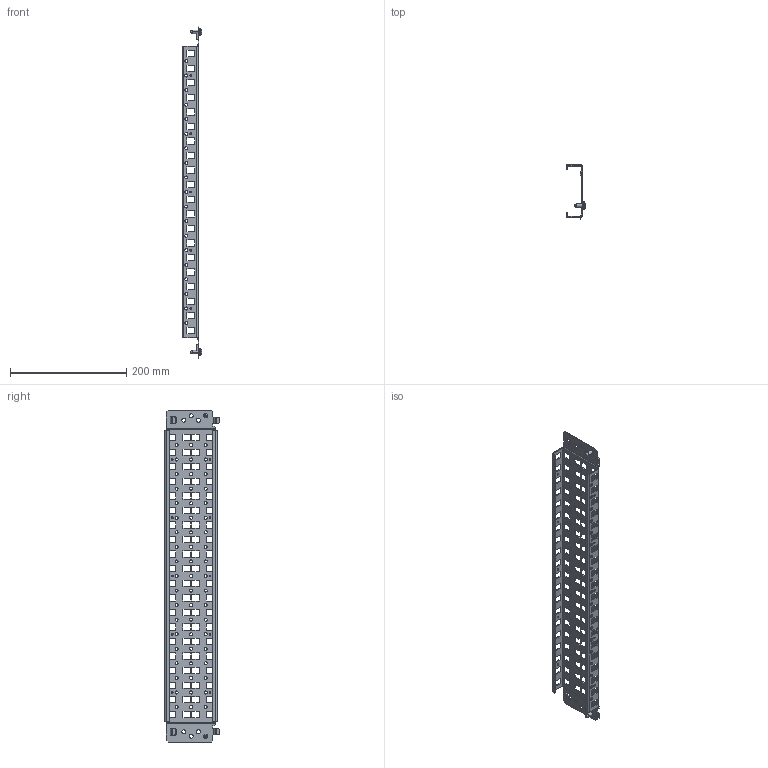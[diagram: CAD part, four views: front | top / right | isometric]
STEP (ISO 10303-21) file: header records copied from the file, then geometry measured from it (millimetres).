
FILE_DESCRIPTION(('STEP AP242'),'1');
FILE_NAME('nsysqcr9060.stp','2019-12-05T08:01:06',('TraceParts'),('TraceParts S.A.'),'Spatial InterOp 3D',' ',' ');
FILE_SCHEMA(('AP242_MANAGED_MODEL_BASED_3D_ENGINEERING_MIM_LF {1 0 10303 442 1 1 4}'));
Length unit declared in the file: millimetre
Products named in the file (1): nsysqcr9060
Bounding box: 33.23 x 93 x 570 mm (x, y, z)
Volume: 94289.7 mm3; surface area: 138663.6 mm2
Topology: 1 solids, 1 shells, 976 faces, 2810 edges, 1842 vertices
Faces by surface type: plane 626, cylinder 326, torus 16, sphere 4, cone 4
Entity records: 33057 total; most frequent: CARTESIAN_POINT 6041, ORIENTED_EDGE 5620, DIRECTION 5322, EDGE_CURVE 2810, LINE 2088, VECTOR 2088, VERTEX_POINT 1842, AXIS2_PLACEMENT_3D 1617
